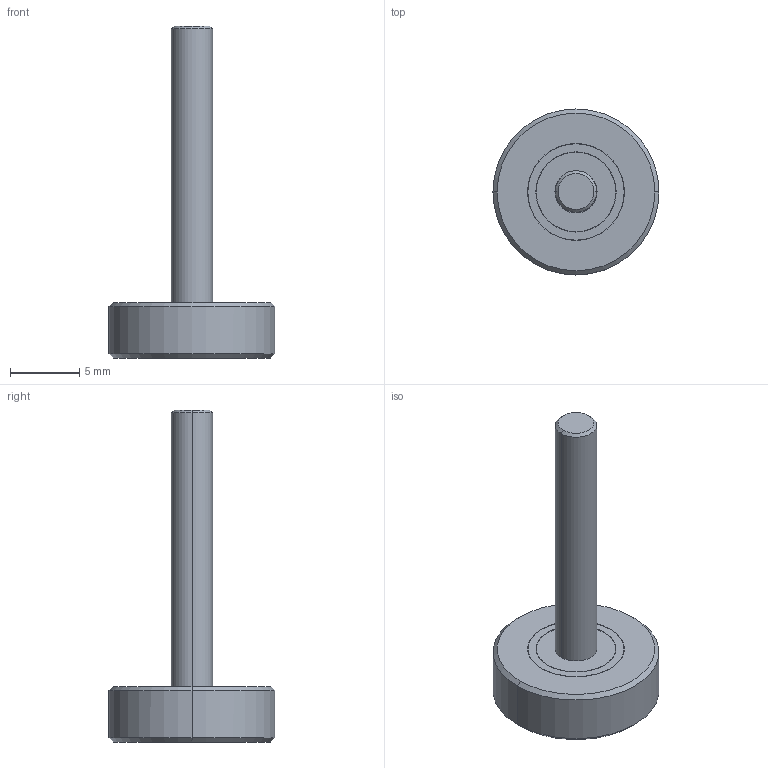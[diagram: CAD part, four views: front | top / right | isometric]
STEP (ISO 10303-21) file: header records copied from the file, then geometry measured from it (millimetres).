
FILE_DESCRIPTION (( 'STEP AP214' ), '1' );
FILE_NAME ('M3 screw.STEP', '2022-05-02T08:27:44', ( '' ), ( '' ), 'SwSTEP 2.0', 'SolidWorks 2021', '' );
FILE_SCHEMA (( 'AUTOMOTIVE_DESIGN' ));
Length unit declared in the file: millimetre
Products named in the file (1): M3 screw
Bounding box: 12 x 12 x 24 mm (x, y, z)
Volume: 577.7 mm3; surface area: 652.9 mm2
Topology: 1 solids, 1 shells, 41 faces, 84 edges, 54 vertices
Faces by surface type: cylinder 18, plane 17, cone 6
Entity records: 1225 total; most frequent: DIRECTION 210, CARTESIAN_POINT 180, ORIENTED_EDGE 168, EDGE_CURVE 84, AXIS2_PLACEMENT_3D 84, VERTEX_POINT 54, EDGE_LOOP 50, CIRCLE 42
